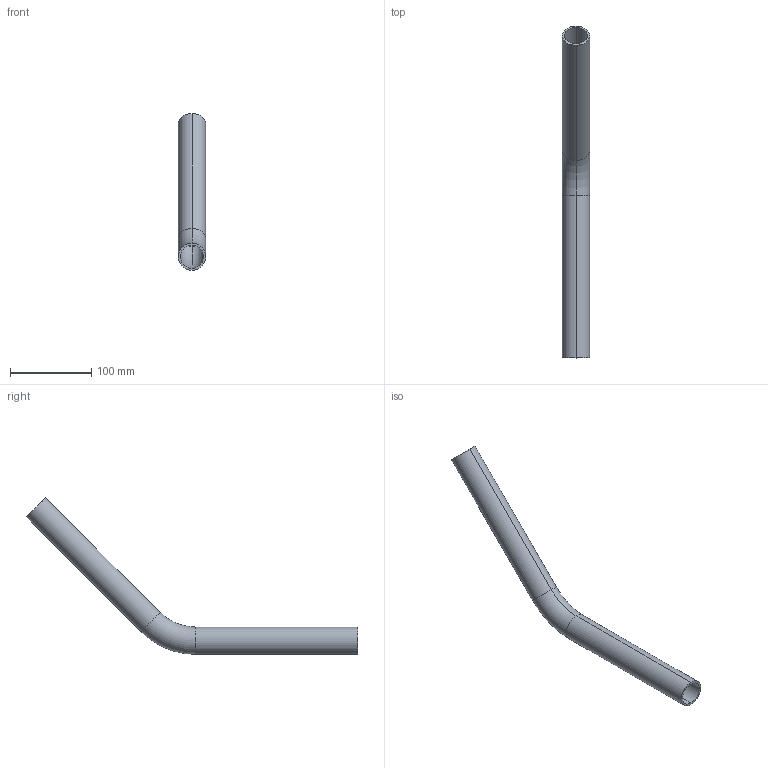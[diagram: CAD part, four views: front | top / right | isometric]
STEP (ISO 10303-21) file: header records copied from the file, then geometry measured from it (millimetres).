
FILE_DESCRIPTION (( 'STEP AP203' ), '1' );
FILE_NAME ('55121-045.STEP', '2016-12-06T08:57:16', ( '' ), ( '' ), 'SwSTEP 2.0', 'SolidWorks 2015', '' );
FILE_SCHEMA (( 'CONFIG_CONTROL_DESIGN' ));
Length unit declared in the file: millimetre
Products named in the file (1): 55121-045
Bounding box: 33.7 x 408.49 x 193.03 mm (x, y, z)
Volume: 113028.8 mm3; surface area: 90922.8 mm2
Topology: 1 solids, 1 shells, 230 faces, 610 edges, 404 vertices
Faces by surface type: plane 109, bspline 87, cylinder 30, torus 4
Entity records: 10777 total; most frequent: CARTESIAN_POINT 5548, ORIENTED_EDGE 1220, DIRECTION 808, EDGE_CURVE 610, VERTEX_POINT 404, VECTOR 300, LINE 300, EDGE_LOOP 254
